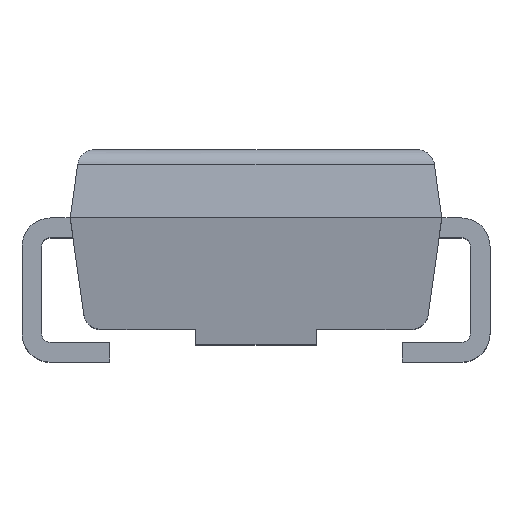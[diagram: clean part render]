
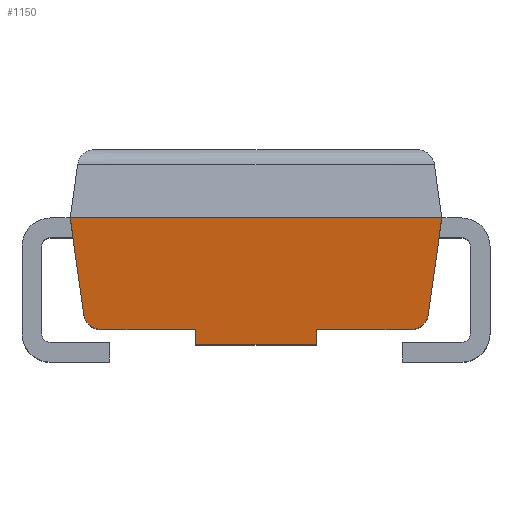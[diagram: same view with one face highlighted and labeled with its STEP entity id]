
A CAD part, top view. The second image highlights one B-rep face of the part: STEP entity #1150.
In plain terms, the highlighted planar face has unit normal (0, -0.139, 0.99).
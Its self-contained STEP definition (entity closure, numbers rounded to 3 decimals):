
#5 = DIRECTION ( 'NONE',  ( 0., 0.99, 0.139 ) ) ;
#12 = CARTESIAN_POINT ( 'NONE',  ( -2.002, -1.123, 1.622 ) ) ;
#36 = EDGE_CURVE ( 'NONE', #1230, #68, #992, .T. ) ;
#41 = LINE ( 'NONE', #326, #1255 ) ;
#45 = CARTESIAN_POINT ( 'NONE',  ( 0.703, -1.476, 1.573 ) ) ;
#68 = VERTEX_POINT ( 'NONE', #627 ) ;
#74 = VECTOR ( 'NONE', #786, 1000. ) ;
#82 = DIRECTION ( 'NONE',  ( 1., 0., 0. ) ) ;
#100 = VECTOR ( 'NONE', #1087, 1000. ) ;
#105 = ORIENTED_EDGE ( 'NONE', *, *, #845, .F. ) ;
#158 = LINE ( 'NONE', #1378, #749 ) ;
#165 = ORIENTED_EDGE ( 'NONE', *, *, #36, .F. ) ;
#186 = EDGE_LOOP ( 'NONE', ( #165, #1157, #245, #105, #911, #314, #828, #1086, #945, #933 ) ) ;
#229 = VERTEX_POINT ( 'NONE', #489 ) ;
#245 = ORIENTED_EDGE ( 'NONE', *, *, #1187, .F. ) ;
#297 = VERTEX_POINT ( 'NONE', #45 ) ;
#308 = CARTESIAN_POINT ( 'NONE',  ( 2.16, 0., 1.78 ) ) ;
#314 = ORIENTED_EDGE ( 'NONE', *, *, #955, .F. ) ;
#318 = CARTESIAN_POINT ( 'NONE',  ( -1.909, -1.295, 1.598 ) ) ;
#319 = DIRECTION ( 'NONE',  ( 0., -0.99, -0.139 ) ) ;
#320 = EDGE_CURVE ( 'NONE', #829, #458, #1001, .T. ) ;
#326 = CARTESIAN_POINT ( 'NONE',  ( 2.16, 0., 1.78 ) ) ;
#349 = AXIS2_PLACEMENT_3D ( 'NONE', #566, #550, #319 ) ;
#375 = EDGE_CURVE ( 'NONE', #1230, #229, #915, .T. ) ;
#382 = CARTESIAN_POINT ( 'NONE',  ( 1.988, -1.227, 1.608 ) ) ;
#394 = LINE ( 'NONE', #1386, #733 ) ;
#402 = DIRECTION ( 'NONE',  ( -0.138, 0.981, 0.138 ) ) ;
#414 = CARTESIAN_POINT ( 'NONE',  ( -1.804, -1.295, 1.598 ) ) ;
#458 = VERTEX_POINT ( 'NONE', #936 ) ;
#460 = CARTESIAN_POINT ( 'NONE',  ( -0.703, -1.295, 1.598 ) ) ;
#487 = DIRECTION ( 'NONE',  ( 1., 0., 0. ) ) ;
#488 = CARTESIAN_POINT ( 'NONE',  ( 0.703, 0., 1.78 ) ) ;
#489 = CARTESIAN_POINT ( 'NONE',  ( -1.804, -1.295, 1.598 ) ) ;
#499 = VERTEX_POINT ( 'NONE', #1097 ) ;
#514 = CARTESIAN_POINT ( 'NONE',  ( 0.703, -1.295, 1.598 ) ) ;
#531 = EDGE_CURVE ( 'NONE', #458, #1283, #697, .T. ) ;
#545 = LINE ( 'NONE', #488, #820 ) ;
#550 = DIRECTION ( 'NONE',  ( 0., -0.139, 0.99 ) ) ;
#566 = CARTESIAN_POINT ( 'NONE',  ( 2.16, 0., 1.78 ) ) ;
#586 = LINE ( 'NONE', #951, #1446 ) ;
#626 = DIRECTION ( 'NONE',  ( 0., -0.99, -0.139 ) ) ;
#627 = CARTESIAN_POINT ( 'NONE',  ( -2.16, 0., 1.78 ) ) ;
#680 = CARTESIAN_POINT ( 'NONE',  ( 2.16, 0., 1.78 ) ) ;
#697 = LINE ( 'NONE', #308, #100 ) ;
#710 = CARTESIAN_POINT ( 'NONE',  ( 1.804, -1.295, 1.598 ) ) ;
#726 = DIRECTION ( 'NONE',  ( -1., 0., 0. ) ) ;
#733 = VECTOR ( 'NONE', #487, 1000. ) ;
#738 = CARTESIAN_POINT ( 'NONE',  ( 1.804, -1.295, 1.598 ) ) ;
#749 = VECTOR ( 'NONE', #726, 1000. ) ;
#766 = EDGE_CURVE ( 'NONE', #499, #297, #394, .T. ) ;
#786 = DIRECTION ( 'NONE',  ( -1., 0., 0. ) ) ;
#797 = CARTESIAN_POINT ( 'NONE',  ( 2.16, -1.295, 1.598 ) ) ;
#820 = VECTOR ( 'NONE', #626, 1000. ) ;
#828 = ORIENTED_EDGE ( 'NONE', *, *, #883, .F. ) ;
#829 = VERTEX_POINT ( 'NONE', #710 ) ;
#845 = EDGE_CURVE ( 'NONE', #499, #931, #586, .T. ) ;
#850 = CARTESIAN_POINT ( 'NONE',  ( 1.909, -1.295, 1.598 ) ) ;
#855 = FACE_OUTER_BOUND ( 'NONE', #186, .T. ) ;
#883 = EDGE_CURVE ( 'NONE', #829, #967, #158, .T. ) ;
#905 = CARTESIAN_POINT ( 'NONE',  ( -2.002, -1.123, 1.622 ) ) ;
#911 = ORIENTED_EDGE ( 'NONE', *, *, #766, .T. ) ;
#915 =( BOUNDED_CURVE ( )  B_SPLINE_CURVE ( 3, ( #12, #996, #318, #414 ),
 .UNSPECIFIED., .F., .T. ) 
 B_SPLINE_CURVE_WITH_KNOTS ( ( 4, 4 ),
 ( 1.71, 3.142 ),
 .UNSPECIFIED. ) 
 CURVE ( )  GEOMETRIC_REPRESENTATION_ITEM ( )  RATIONAL_B_SPLINE_CURVE ( ( 1., 0.836, 0.836, 1. ) ) 
 REPRESENTATION_ITEM ( '' )  );
#931 = VERTEX_POINT ( 'NONE', #460 ) ;
#933 = ORIENTED_EDGE ( 'NONE', *, *, #1212, .F. ) ;
#936 = CARTESIAN_POINT ( 'NONE',  ( 2.002, -1.123, 1.622 ) ) ;
#945 = ORIENTED_EDGE ( 'NONE', *, *, #531, .T. ) ;
#951 = CARTESIAN_POINT ( 'NONE',  ( -0.703, 0., 1.78 ) ) ;
#955 = EDGE_CURVE ( 'NONE', #967, #297, #545, .T. ) ;
#967 = VERTEX_POINT ( 'NONE', #514 ) ;
#992 = LINE ( 'NONE', #1192, #1099 ) ;
#996 = CARTESIAN_POINT ( 'NONE',  ( -1.988, -1.227, 1.608 ) ) ;
#1001 =( BOUNDED_CURVE ( )  B_SPLINE_CURVE ( 3, ( #738, #850, #382, #1282 ),
 .UNSPECIFIED., .F., .F. ) 
 B_SPLINE_CURVE_WITH_KNOTS ( ( 4, 4 ),
 ( 0., 1.431 ),
 .UNSPECIFIED. ) 
 CURVE ( )  GEOMETRIC_REPRESENTATION_ITEM ( )  RATIONAL_B_SPLINE_CURVE ( ( 1., 0.836, 0.836, 1. ) ) 
 REPRESENTATION_ITEM ( '' )  );
#1086 = ORIENTED_EDGE ( 'NONE', *, *, #320, .T. ) ;
#1087 = DIRECTION ( 'NONE',  ( 0.138, 0.981, 0.138 ) ) ;
#1097 = CARTESIAN_POINT ( 'NONE',  ( -0.703, -1.476, 1.573 ) ) ;
#1099 = VECTOR ( 'NONE', #402, 1000. ) ;
#1150 = ADVANCED_FACE ( 'NONE', ( #855 ), #1441, .T. ) ;
#1157 = ORIENTED_EDGE ( 'NONE', *, *, #375, .T. ) ;
#1187 = EDGE_CURVE ( 'NONE', #931, #229, #1243, .T. ) ;
#1192 = CARTESIAN_POINT ( 'NONE',  ( -2.16, 0., 1.78 ) ) ;
#1212 = EDGE_CURVE ( 'NONE', #68, #1283, #41, .T. ) ;
#1230 = VERTEX_POINT ( 'NONE', #905 ) ;
#1243 = LINE ( 'NONE', #797, #74 ) ;
#1255 = VECTOR ( 'NONE', #82, 1000. ) ;
#1282 = CARTESIAN_POINT ( 'NONE',  ( 2.002, -1.123, 1.622 ) ) ;
#1283 = VERTEX_POINT ( 'NONE', #680 ) ;
#1378 = CARTESIAN_POINT ( 'NONE',  ( 2.16, -1.295, 1.598 ) ) ;
#1386 = CARTESIAN_POINT ( 'NONE',  ( 0., -1.476, 1.573 ) ) ;
#1441 = PLANE ( 'NONE',  #349 ) ;
#1446 = VECTOR ( 'NONE', #5, 1000. ) ;
